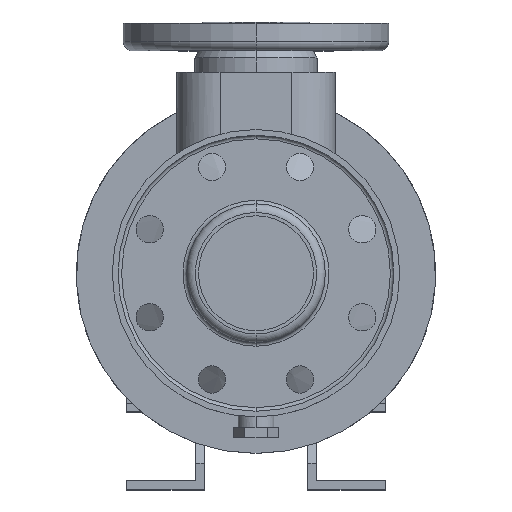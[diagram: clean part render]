
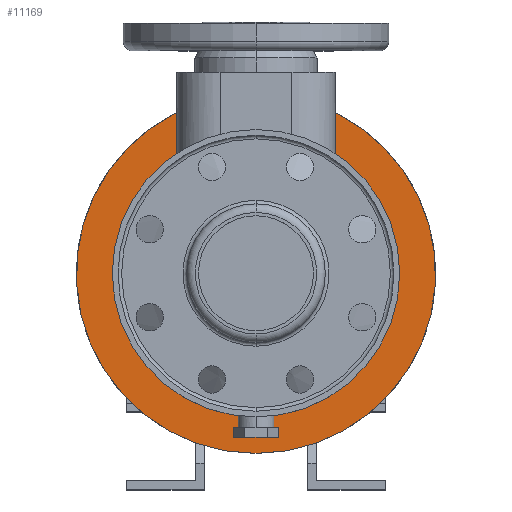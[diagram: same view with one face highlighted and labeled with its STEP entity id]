
A CAD part, top view. The second image highlights one B-rep face of the part: STEP entity #11169.
In plain terms, the highlighted planar face has unit normal (0, 0, 1).
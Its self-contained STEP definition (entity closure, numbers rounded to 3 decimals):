
#118 = CARTESIAN_POINT ( 'NONE',  ( 0., -97., -58. ) ) ;
#331 = CARTESIAN_POINT ( 'NONE',  ( 55., 79.9, -58. ) ) ;
#708 = AXIS2_PLACEMENT_3D ( 'NONE', #12932, #9518, #10802 ) ;
#917 = AXIS2_PLACEMENT_3D ( 'NONE', #5015, #9276, #1875 ) ;
#1591 = EDGE_CURVE ( 'NONE', #2153, #1850, #5911, .T. ) ;
#1850 = VERTEX_POINT ( 'NONE', #118 ) ;
#1875 = DIRECTION ( 'NONE',  ( 0., -1., 0. ) ) ;
#1897 = VECTOR ( 'NONE', #11800, 1000. ) ;
#1947 = PLANE ( 'NONE',  #9898 ) ;
#2127 = VERTEX_POINT ( 'NONE', #9463 ) ;
#2153 = VERTEX_POINT ( 'NONE', #12228 ) ;
#3072 = DIRECTION ( 'NONE',  ( 0., -1., 0. ) ) ;
#3322 = ORIENTED_EDGE ( 'NONE', *, *, #1591, .F. ) ;
#3406 = VERTEX_POINT ( 'NONE', #7620 ) ;
#3538 = VERTEX_POINT ( 'NONE', #4631 ) ;
#3587 = EDGE_CURVE ( 'NONE', #3538, #2127, #13632, .T. ) ;
#3728 = EDGE_CURVE ( 'NONE', #3406, #3538, #5477, .T. ) ;
#4424 = EDGE_LOOP ( 'NONE', ( #14048, #4736, #3322, #10925, #13918, #9939 ) ) ;
#4631 = CARTESIAN_POINT ( 'NONE',  ( 0., -125., -58. ) ) ;
#4736 = ORIENTED_EDGE ( 'NONE', *, *, #7924, .F. ) ;
#4881 = VERTEX_POINT ( 'NONE', #331 ) ;
#5015 = CARTESIAN_POINT ( 'NONE',  ( 0., 0., -58. ) ) ;
#5062 = DIRECTION ( 'NONE',  ( 0., 0., 1. ) ) ;
#5341 = CARTESIAN_POINT ( 'NONE',  ( -55., -125.002, -58. ) ) ;
#5477 = CIRCLE ( 'NONE', #708, 125. ) ;
#5911 = CIRCLE ( 'NONE', #917, 97. ) ;
#6614 = LINE ( 'NONE', #8950, #13240 ) ;
#7101 = AXIS2_PLACEMENT_3D ( 'NONE', #12804, #5062, #3072 ) ;
#7249 = DIRECTION ( 'NONE',  ( 0., -1., 0. ) ) ;
#7345 = FACE_OUTER_BOUND ( 'NONE', #4424, .T. ) ;
#7463 = LINE ( 'NONE', #5341, #1897 ) ;
#7504 = AXIS2_PLACEMENT_3D ( 'NONE', #8114, #12513, #7249 ) ;
#7620 = CARTESIAN_POINT ( 'NONE',  ( -55., 112.25, -58. ) ) ;
#7924 = EDGE_CURVE ( 'NONE', #1850, #4881, #13225, .T. ) ;
#8114 = CARTESIAN_POINT ( 'NONE',  ( 0., 0., -58. ) ) ;
#8562 = CARTESIAN_POINT ( 'NONE',  ( 0., 97., -58. ) ) ;
#8620 = EDGE_CURVE ( 'NONE', #2153, #3406, #7463, .T. ) ;
#8749 = EDGE_CURVE ( 'NONE', #4881, #2127, #6614, .T. ) ;
#8950 = CARTESIAN_POINT ( 'NONE',  ( 55., -125.002, -58. ) ) ;
#9276 = DIRECTION ( 'NONE',  ( 0., 0., 1. ) ) ;
#9463 = CARTESIAN_POINT ( 'NONE',  ( 55., 112.25, -58. ) ) ;
#9518 = DIRECTION ( 'NONE',  ( 0., 0., 1. ) ) ;
#9620 = DIRECTION ( 'NONE',  ( 0., 0., -1. ) ) ;
#9898 = AXIS2_PLACEMENT_3D ( 'NONE', #8562, #9620, #10616 ) ;
#9939 = ORIENTED_EDGE ( 'NONE', *, *, #3587, .T. ) ;
#10616 = DIRECTION ( 'NONE',  ( 0., 1., 0. ) ) ;
#10802 = DIRECTION ( 'NONE',  ( 0., -1., 0. ) ) ;
#10925 = ORIENTED_EDGE ( 'NONE', *, *, #8620, .T. ) ;
#11169 = ADVANCED_FACE ( 'NONE', ( #7345 ), #1947, .F. ) ;
#11800 = DIRECTION ( 'NONE',  ( 0., 1., 0. ) ) ;
#12228 = CARTESIAN_POINT ( 'NONE',  ( -55., 79.9, -58. ) ) ;
#12513 = DIRECTION ( 'NONE',  ( 0., 0., 1. ) ) ;
#12804 = CARTESIAN_POINT ( 'NONE',  ( 0., 0., -58. ) ) ;
#12932 = CARTESIAN_POINT ( 'NONE',  ( 0., 0., -58. ) ) ;
#13216 = DIRECTION ( 'NONE',  ( 0., 1., 0. ) ) ;
#13225 = CIRCLE ( 'NONE', #7101, 97. ) ;
#13240 = VECTOR ( 'NONE', #13216, 1000. ) ;
#13632 = CIRCLE ( 'NONE', #7504, 125. ) ;
#13918 = ORIENTED_EDGE ( 'NONE', *, *, #3728, .T. ) ;
#14048 = ORIENTED_EDGE ( 'NONE', *, *, #8749, .F. ) ;
